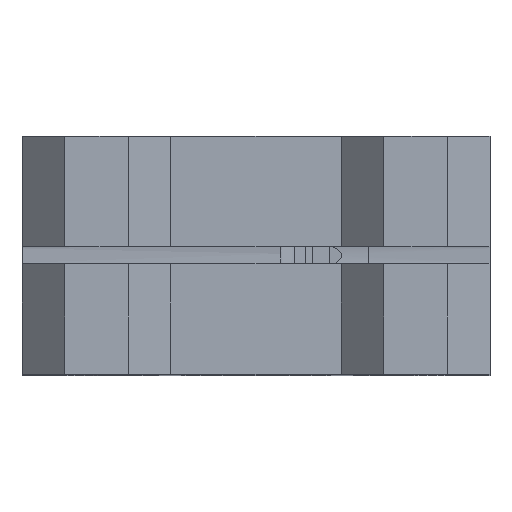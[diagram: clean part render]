
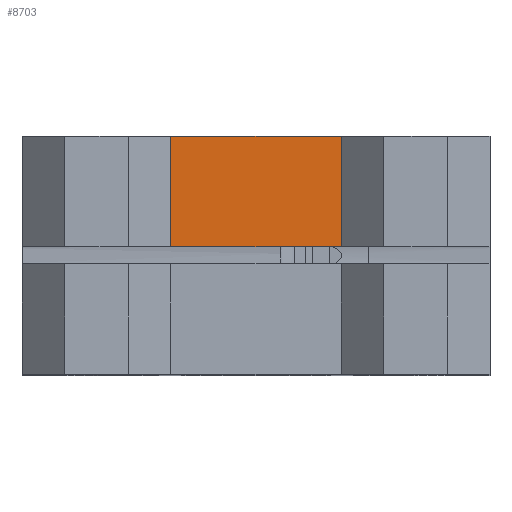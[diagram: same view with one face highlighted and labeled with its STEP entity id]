
A CAD part, top view. The second image highlights one B-rep face of the part: STEP entity #8703.
In plain terms, the highlighted planar face has unit normal (0, 0, 1).
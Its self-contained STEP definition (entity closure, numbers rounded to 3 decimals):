
#536=LINE('',#13557,#1406);
#729=LINE('',#14225,#1599);
#731=LINE('',#14229,#1601);
#737=LINE('',#14241,#1607);
#1406=VECTOR('',#10426,10.);
#1599=VECTOR('',#10883,10.);
#1601=VECTOR('',#10887,1.);
#1607=VECTOR('',#10897,10.);
#2155=PLANE('',#9323);
#2487=FACE_OUTER_BOUND('',#3018,.T.);
#3018=EDGE_LOOP('',(#6931,#6932,#6933,#6934));
#4053=VERTEX_POINT('',#13554);
#4054=VERTEX_POINT('',#13556);
#4243=VERTEX_POINT('',#14224);
#4244=VERTEX_POINT('',#14228);
#4966=EDGE_CURVE('',#4053,#4054,#536,.T.);
#5233=EDGE_CURVE('',#4243,#4054,#729,.T.);
#5235=EDGE_CURVE('',#4243,#4244,#731,.T.);
#5242=EDGE_CURVE('',#4053,#4244,#737,.T.);
#6931=ORIENTED_EDGE('',*,*,#5233,.T.);
#6932=ORIENTED_EDGE('',*,*,#4966,.F.);
#6933=ORIENTED_EDGE('',*,*,#5242,.T.);
#6934=ORIENTED_EDGE('',*,*,#5235,.F.);
#8703=ADVANCED_FACE('',(#2487),#2155,.F.);
#9323=AXIS2_PLACEMENT_3D('',#14240,#10895,#10896);
#10426=DIRECTION('',(1.,0.,0.));
#10883=DIRECTION('',(0.,1.,0.));
#10887=DIRECTION('',(-1.,0.,0.));
#10895=DIRECTION('center_axis',(0.,0.,-1.));
#10896=DIRECTION('ref_axis',(-1.,0.,0.));
#10897=DIRECTION('',(0.,-1.,0.));
#13554=CARTESIAN_POINT('',(-10.,26.,62.5));
#13556=CARTESIAN_POINT('',(10.,26.,62.5));
#13557=CARTESIAN_POINT('',(-9.701,26.,62.5));
#14224=CARTESIAN_POINT('',(10.,13.,62.5));
#14225=CARTESIAN_POINT('',(10.,6.5,62.5));
#14228=CARTESIAN_POINT('',(-10.,13.,62.5));
#14229=CARTESIAN_POINT('',(24.328,13.,62.5));
#14240=CARTESIAN_POINT('Origin',(27.5,0.,62.5));
#14241=CARTESIAN_POINT('',(-10.,6.5,62.5));
